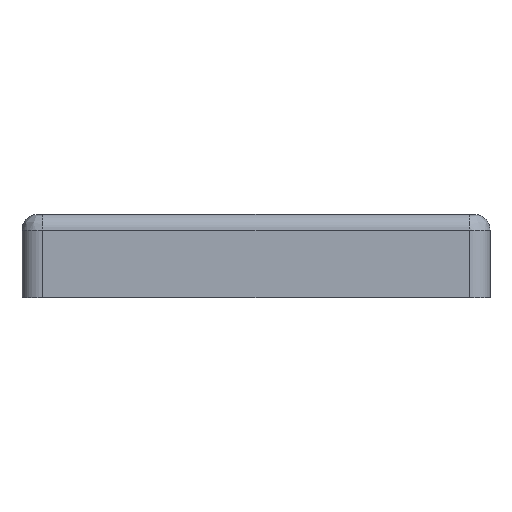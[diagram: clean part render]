
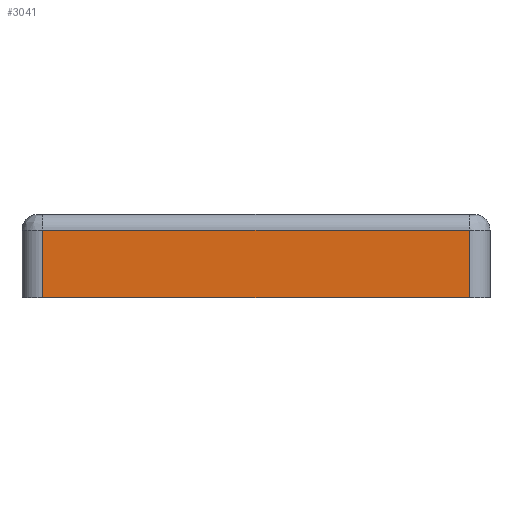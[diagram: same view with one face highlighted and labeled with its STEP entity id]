
A CAD part, front view. The second image highlights one B-rep face of the part: STEP entity #3041.
In plain terms, the highlighted planar face has unit normal (0, -1, 0).
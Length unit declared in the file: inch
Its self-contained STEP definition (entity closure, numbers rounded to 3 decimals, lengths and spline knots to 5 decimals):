
#210 = CARTESIAN_POINT ( 'NONE',  ( -1.77165, -1.77165, 0.62992 ) ) ;
#287 = DIRECTION ( 'NONE',  ( 0., 1., 0. ) ) ;
#317 = DIRECTION ( 'NONE',  ( 0., 0., 1. ) ) ;
#690 = CARTESIAN_POINT ( 'NONE',  ( -1.61417, -1.77165, 0.62992 ) ) ;
#735 = DIRECTION ( 'NONE',  ( 0., 0., 1. ) ) ;
#1098 = DIRECTION ( 'NONE',  ( 0., 0., -1. ) ) ;
#1191 = DIRECTION ( 'NONE',  ( -1., 0., 0. ) ) ;
#1288 = PLANE ( 'NONE',  #9191 ) ;
#1312 = VERTEX_POINT ( 'NONE', #7826 ) ;
#1527 = LINE ( 'NONE', #1759, #9053 ) ;
#1707 = DIRECTION ( 'NONE',  ( 1., 0., 0. ) ) ;
#1759 = CARTESIAN_POINT ( 'NONE',  ( 1.61417, -1.77165, 0.62992 ) ) ;
#2579 = EDGE_CURVE ( 'NONE', #8397, #1312, #1527, .T. ) ;
#2821 = ORIENTED_EDGE ( 'NONE', *, *, #5570, .F. ) ;
#3041 = ADVANCED_FACE ( 'NONE', ( #9049 ), #1288, .F. ) ;
#3948 = EDGE_LOOP ( 'NONE', ( #8753, #2821, #4738, #9800 ) ) ;
#4071 = VECTOR ( 'NONE', #735, 39.37008 ) ;
#4738 = ORIENTED_EDGE ( 'NONE', *, *, #9833, .F. ) ;
#5069 = VECTOR ( 'NONE', #1191, 39.37008 ) ;
#5524 = VECTOR ( 'NONE', #1707, 39.37008 ) ;
#5570 = EDGE_CURVE ( 'NONE', #10489, #8947, #10717, .T. ) ;
#6777 = EDGE_CURVE ( 'NONE', #8947, #8397, #7755, .T. ) ;
#6808 = CARTESIAN_POINT ( 'NONE',  ( -1.61417, -1.77165, 0. ) ) ;
#7310 = LINE ( 'NONE', #8674, #5069 ) ;
#7755 = LINE ( 'NONE', #9193, #5524 ) ;
#7826 = CARTESIAN_POINT ( 'NONE',  ( 1.61417, -1.77165, 0. ) ) ;
#7930 = CARTESIAN_POINT ( 'NONE',  ( 1.61417, -1.77165, 0.51181 ) ) ;
#8397 = VERTEX_POINT ( 'NONE', #7930 ) ;
#8674 = CARTESIAN_POINT ( 'NONE',  ( -1.77165, -1.77165, 0. ) ) ;
#8753 = ORIENTED_EDGE ( 'NONE', *, *, #6777, .F. ) ;
#8818 = CARTESIAN_POINT ( 'NONE',  ( -1.61417, -1.77165, 0.51181 ) ) ;
#8947 = VERTEX_POINT ( 'NONE', #8818 ) ;
#9049 = FACE_OUTER_BOUND ( 'NONE', #3948, .T. ) ;
#9053 = VECTOR ( 'NONE', #1098, 39.37008 ) ;
#9191 = AXIS2_PLACEMENT_3D ( 'NONE', #210, #287, #317 ) ;
#9193 = CARTESIAN_POINT ( 'NONE',  ( -1.77165, -1.77165, 0.51181 ) ) ;
#9800 = ORIENTED_EDGE ( 'NONE', *, *, #2579, .F. ) ;
#9833 = EDGE_CURVE ( 'NONE', #1312, #10489, #7310, .T. ) ;
#10489 = VERTEX_POINT ( 'NONE', #6808 ) ;
#10717 = LINE ( 'NONE', #690, #4071 ) ;
